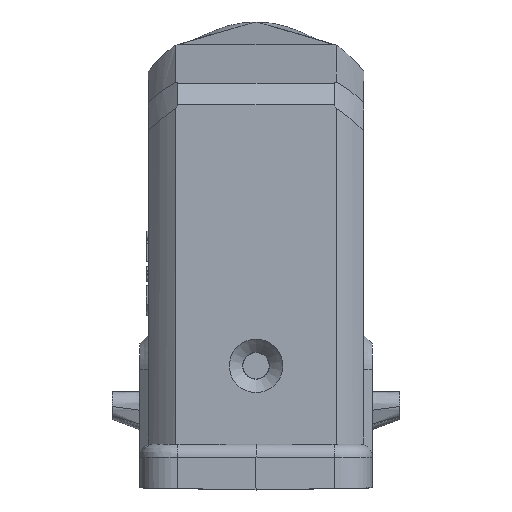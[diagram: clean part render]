
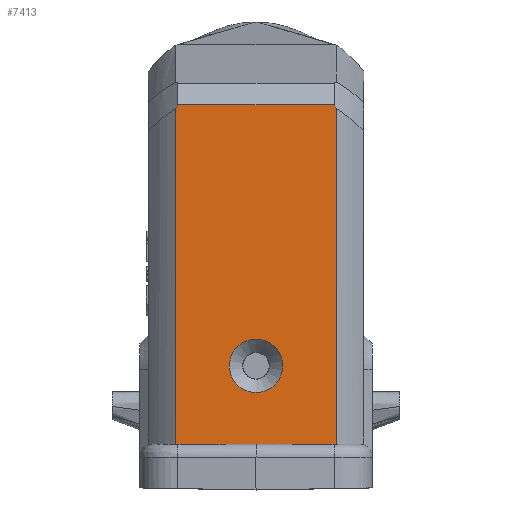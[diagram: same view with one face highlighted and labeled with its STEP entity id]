
A CAD part, left-side view. The second image highlights one B-rep face of the part: STEP entity #7413.
In plain terms, the highlighted planar face has unit normal (-1, 0, 0).
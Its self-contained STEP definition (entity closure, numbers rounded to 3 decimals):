
#5955=CARTESIAN_POINT('',(-12.5,-9.325,42.136));
#5956=VERTEX_POINT('',#5955);
#6034=CARTESIAN_POINT('',(-12.5,-9.085,42.534));
#6035=VERTEX_POINT('',#6034);
#6042=CARTESIAN_POINT('',(-12.5,20.303,24.543));
#6043=DIRECTION('',(1.0,0.0,0.0));
#6044=DIRECTION('',(0.0,-0.86,0.511));
#6045=AXIS2_PLACEMENT_3D('',#6042,#6043,#6044);
#6046=CIRCLE('',#6045,34.458);
#6047=EDGE_CURVE('',#6035,#5956,#6046,.T.);
#6718=CARTESIAN_POINT('',(-12.5,-9.325,3.128));
#6719=VERTEX_POINT('',#6718);
#6720=CARTESIAN_POINT('',(-12.5,-9.325,3.128));
#6721=DIRECTION('',(0.0,0.0,1.0));
#6722=VECTOR('',#6721,39.008);
#6723=LINE('',#6720,#6722);
#6724=EDGE_CURVE('',#6719,#5956,#6723,.T.);
#6833=CARTESIAN_POINT('',(-12.5,-9.055,3.13));
#6834=VERTEX_POINT('',#6833);
#6835=CARTESIAN_POINT('',(-12.5,-8.932,3.104));
#6836=DIRECTION('',(1.,0.,0.006));
#6837=DIRECTION('',(0.,-1.,0.002));
#6838=AXIS2_PLACEMENT_3D('',#6835,#6836,#6837);
#6839=ELLIPSE('',#6838,0.907,0.025);
#6840=EDGE_CURVE('',#6834,#6719,#6839,.T.);
#6861=CARTESIAN_POINT('',(-12.5,9.085,42.534));
#6862=VERTEX_POINT('',#6861);
#6869=CARTESIAN_POINT('',(-12.5,9.085,42.534));
#6870=DIRECTION('',(0.0,-1.0,0.0));
#6871=VECTOR('',#6870,18.17);
#6872=LINE('',#6869,#6871);
#6873=EDGE_CURVE('',#6862,#6035,#6872,.T.);
#6899=CARTESIAN_POINT('',(-12.5,9.325,42.136));
#6900=VERTEX_POINT('',#6899);
#6914=CARTESIAN_POINT('',(-12.5,-20.303,24.543));
#6915=DIRECTION('',(1.0,0.0,0.0));
#6916=DIRECTION('',(0.0,0.853,0.522));
#6917=AXIS2_PLACEMENT_3D('',#6914,#6915,#6916);
#6918=CIRCLE('',#6917,34.458);
#6919=EDGE_CURVE('',#6900,#6862,#6918,.T.);
#7344=CARTESIAN_POINT('',(-12.5,0.,3.137));
#7345=VERTEX_POINT('',#7344);
#7346=CARTESIAN_POINT('',(-12.5,-0.56,1.647));
#7347=DIRECTION('',(-1.0,0.0,0.0));
#7348=DIRECTION('',(0.0,-1.0,0.0));
#7349=AXIS2_PLACEMENT_3D('',#7346,#7347,#7348);
#7350=ELLIPSE('',#7349,85.375,1.49);
#7351=EDGE_CURVE('',#6834,#7345,#7350,.T.);
#7365=CARTESIAN_POINT('',(-12.5,-12.692,-2.363));
#7366=DIRECTION('',(1.0,0.0,0.0));
#7367=DIRECTION('',(0.0,0.0,-1.0));
#7368=AXIS2_PLACEMENT_3D('',#7365,#7366,#7367);
#7369=PLANE('',#7368);
#7370=ORIENTED_EDGE('',*,*,#7351,.F.);
#7371=ORIENTED_EDGE('',*,*,#6840,.T.);
#7372=ORIENTED_EDGE('',*,*,#6724,.T.);
#7373=ORIENTED_EDGE('',*,*,#6047,.F.);
#7374=ORIENTED_EDGE('',*,*,#6873,.F.);
#7375=ORIENTED_EDGE('',*,*,#6919,.F.);
#7376=CARTESIAN_POINT('',(-12.5,9.325,3.128));
#7377=VERTEX_POINT('',#7376);
#7378=CARTESIAN_POINT('',(-12.5,9.325,42.136));
#7379=DIRECTION('',(0.0,0.0,-1.0));
#7380=VECTOR('',#7379,39.008);
#7381=LINE('',#7378,#7380);
#7382=EDGE_CURVE('',#6900,#7377,#7381,.T.);
#7383=ORIENTED_EDGE('',*,*,#7382,.T.);
#7384=CARTESIAN_POINT('',(-12.5,9.055,3.13));
#7385=VERTEX_POINT('',#7384);
#7386=CARTESIAN_POINT('',(-12.5,8.932,3.104));
#7387=DIRECTION('',(1.,0.,0.006));
#7388=DIRECTION('',(0.,-1.,-0.002));
#7389=AXIS2_PLACEMENT_3D('',#7386,#7387,#7388);
#7390=ELLIPSE('',#7389,0.907,0.025);
#7391=EDGE_CURVE('',#7377,#7385,#7390,.T.);
#7392=ORIENTED_EDGE('',*,*,#7391,.T.);
#7393=CARTESIAN_POINT('',(-12.5,0.56,1.647));
#7394=DIRECTION('',(-1.0,0.0,0.0));
#7395=DIRECTION('',(0.0,-1.0,0.0));
#7396=AXIS2_PLACEMENT_3D('',#7393,#7394,#7395);
#7397=ELLIPSE('',#7396,85.375,1.49);
#7398=EDGE_CURVE('',#7345,#7385,#7397,.T.);
#7399=ORIENTED_EDGE('',*,*,#7398,.F.);
#7400=EDGE_LOOP('',(#7370,#7371,#7372,#7373,#7374,#7375,#7383,#7392,#7399));
#7401=FACE_OUTER_BOUND('',#7400,.T.);
#7402=CARTESIAN_POINT('',(-12.5,-0.002,15.35));
#7403=VERTEX_POINT('',#7402);
#7404=CARTESIAN_POINT('',(-12.5,-0.002,12.25));
#7405=DIRECTION('',(-1.0,0.0,0.0));
#7406=DIRECTION('',(0.0,0.0,1.0));
#7407=AXIS2_PLACEMENT_3D('',#7404,#7405,#7406);
#7408=CIRCLE('',#7407,3.1);
#7409=EDGE_CURVE('',#7403,#7403,#7408,.T.);
#7410=ORIENTED_EDGE('',*,*,#7409,.F.);
#7411=EDGE_LOOP('',(#7410));
#7412=FACE_BOUND('',#7411,.T.);
#7413=ADVANCED_FACE('',(#7401,#7412),#7369,.F.);
